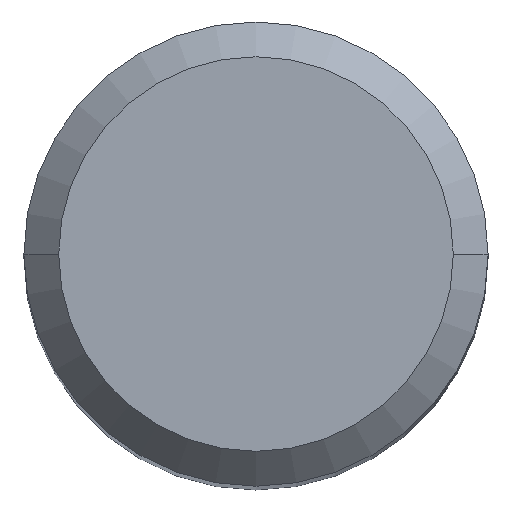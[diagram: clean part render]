
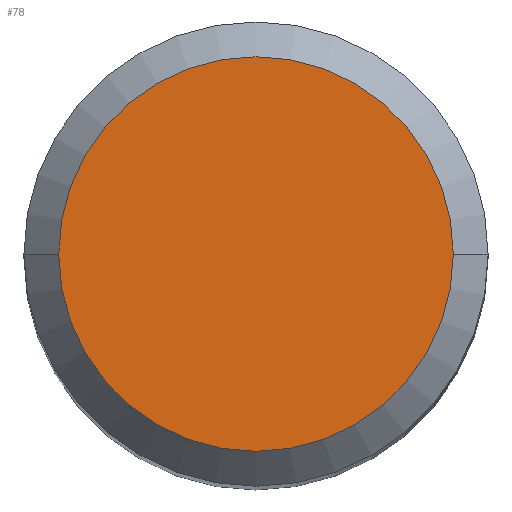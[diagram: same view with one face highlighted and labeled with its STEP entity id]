
A CAD part, top view. The second image highlights one B-rep face of the part: STEP entity #78.
In plain terms, the highlighted planar face has unit normal (0, 0, 1).
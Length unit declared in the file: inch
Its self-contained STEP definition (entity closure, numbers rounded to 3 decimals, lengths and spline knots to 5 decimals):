
#4 = EDGE_CURVE ( 'NONE', #206, #464, #399, .T. ) ;
#10 = DIRECTION ( 'NONE',  ( -1., 0., 0. ) ) ;
#31 = AXIS2_PLACEMENT_3D ( 'NONE', #283, #296, #456 ) ;
#74 = CARTESIAN_POINT ( 'NONE',  ( 0., 0., 0. ) ) ;
#78 = ADVANCED_FACE ( 'NONE', ( #411 ), #82, .F. ) ;
#82 = PLANE ( 'NONE',  #107 ) ;
#96 = CARTESIAN_POINT ( 'NONE',  ( -0.33465, 0., 0. ) ) ;
#101 = EDGE_LOOP ( 'NONE', ( #278, #433 ) ) ;
#107 = AXIS2_PLACEMENT_3D ( 'NONE', #74, #190, #10 ) ;
#126 = CARTESIAN_POINT ( 'NONE',  ( 0.33465, 0., 0. ) ) ;
#178 = DIRECTION ( 'NONE',  ( 0., 0., 1. ) ) ;
#190 = DIRECTION ( 'NONE',  ( 0., 0., -1. ) ) ;
#206 = VERTEX_POINT ( 'NONE', #126 ) ;
#211 = CIRCLE ( 'NONE', #31, 0.33465 ) ;
#213 = CARTESIAN_POINT ( 'NONE',  ( 0., 0., 0. ) ) ;
#278 = ORIENTED_EDGE ( 'NONE', *, *, #431, .T. ) ;
#283 = CARTESIAN_POINT ( 'NONE',  ( 0., 0., 0. ) ) ;
#296 = DIRECTION ( 'NONE',  ( 0., 0., 1. ) ) ;
#301 = AXIS2_PLACEMENT_3D ( 'NONE', #213, #178, #459 ) ;
#399 = CIRCLE ( 'NONE', #301, 0.33465 ) ;
#411 = FACE_OUTER_BOUND ( 'NONE', #101, .T. ) ;
#431 = EDGE_CURVE ( 'NONE', #464, #206, #211, .T. ) ;
#433 = ORIENTED_EDGE ( 'NONE', *, *, #4, .T. ) ;
#456 = DIRECTION ( 'NONE',  ( 1., 0., 0. ) ) ;
#459 = DIRECTION ( 'NONE',  ( 1., 0., 0. ) ) ;
#464 = VERTEX_POINT ( 'NONE', #96 ) ;
